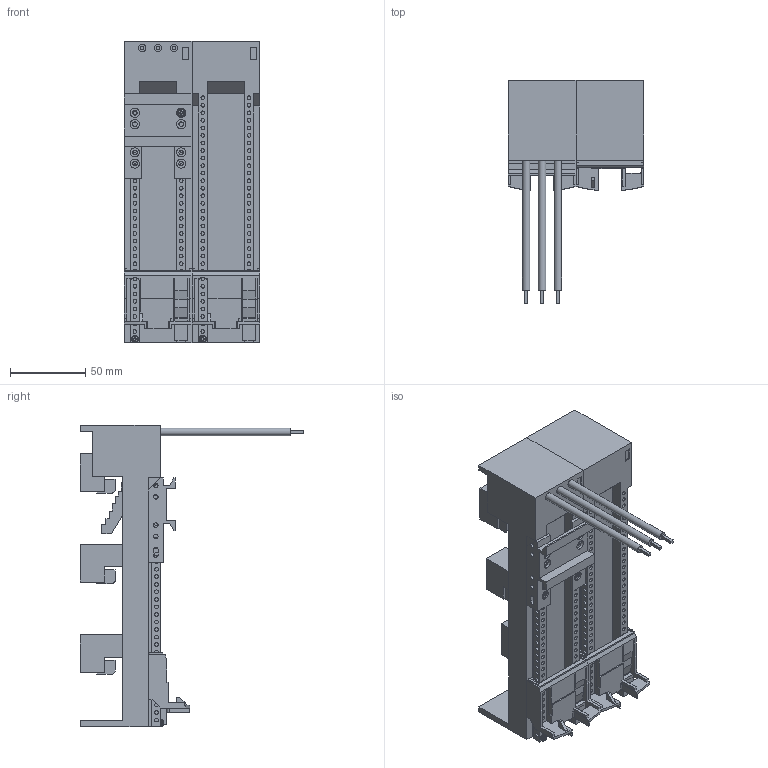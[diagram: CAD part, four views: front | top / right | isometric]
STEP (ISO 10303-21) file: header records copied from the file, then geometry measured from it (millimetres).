
FILE_DESCRIPTION(/* description */ ('STEP AP214'),/* implementation_level */ '2;1');
FILE_NAME(/* name */ '32452',/* time_stamp */ '2023-10-09T11:32:45+02:00',/* author */ ('License CC BY-ND 4.0'),/* organization */ ('CADENAS'),/* preprocessor_version */ 'ST-DEVELOPER v19.3',/* originating_system */ 'PARTsolutions',/* authorisation */ ' ');
FILE_SCHEMA (('AUTOMOTIVE_DESIGN {1 0 10303 214 3 1 1}'));
Length unit declared in the file: millimetre
Products named in the file (6): 32452; 80034CrossBoardScrew; 32979; Basis45x200; 79350ACrossBoardAdapter; AWG12959
Assembly tree (11 placements, depth 2):
  32452
    80034CrossBoardScrew  x3
    32979  x2
    Basis45x200  x2
    79350ACrossBoardAdapter
    AWG12959  x3
Bounding box: 90 x 148 x 200 mm (x, y, z)
Volume: 519600.1 mm3; surface area: 135907.8 mm2
Topology: 11 solids, 11 shells, 1072 faces, 2675 edges, 1777 vertices
Faces by surface type: plane 712, cylinder 351, sphere 6, torus 3
Full cylindrical faces by diameter (mm): 2.4 x132, 2.5 x131, 3 x16, 5 x6, 6 x8
Entity records: 18855 total; most frequent: CARTESIAN_POINT 3265, DIRECTION 2625, ORIENTED_EDGE 2342, EDGE_CURVE 1171, EDGE_LOOP 963, FACE_BOUND 963, AXIS2_PLACEMENT_3D 956, VERTEX_POINT 860
